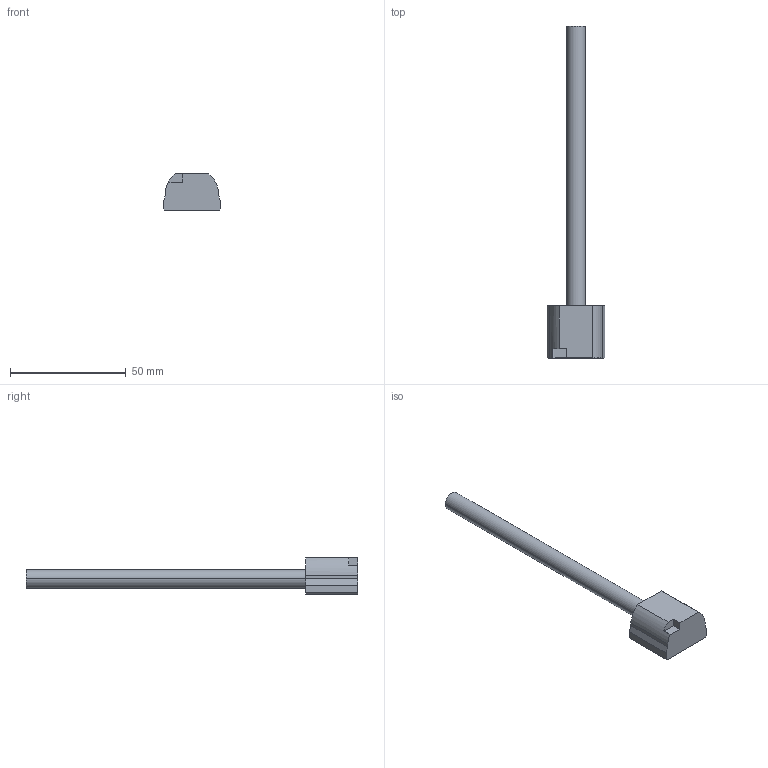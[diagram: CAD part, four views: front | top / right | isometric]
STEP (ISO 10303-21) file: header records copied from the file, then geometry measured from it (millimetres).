
FILE_DESCRIPTION((''),'2;1');
FILE_NAME('3d_KBP2L11.stp','2012-10-03T08:08:36',(''),(''),'Mechanical Desktop 2011','Mechanical Desktop 2011',', , ');
FILE_SCHEMA(('CONFIG_CONTROL_DESIGN'));
Length unit declared in the file: millimetre
Products named in the file (1): Product
Bounding box: 24.88 x 143.6 x 15.68 mm (x, y, z)
Volume: 13864.7 mm3; surface area: 5496.7 mm2
Topology: 2 solids, 2 shells, 22 faces, 56 edges, 40 vertices
Faces by surface type: plane 18, cylinder 4
Entity records: 755 total; most frequent: CARTESIAN_POINT 117, DIRECTION 111, ORIENTED_EDGE 108, EDGE_CURVE 54, VECTOR 47, LINE 47, VERTEX_POINT 36, AXIS2_PLACEMENT_3D 32
